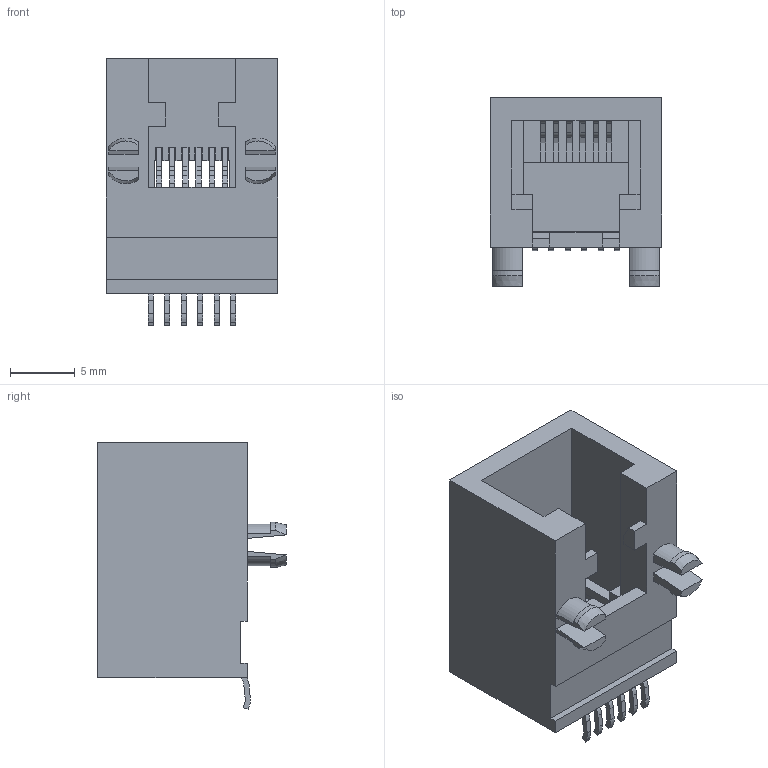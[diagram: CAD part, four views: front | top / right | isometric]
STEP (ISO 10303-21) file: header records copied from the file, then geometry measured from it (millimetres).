
FILE_DESCRIPTION(('CAx-IF Rec.Pracs.---Model Styling and Organization---1.5---2016-08-15','CAx-IF Rec.Pracs.---Geometric and Assembly Validation Properties---4.4---2016-08-17','CAx-IF Rec.Pracs.---User Defined Attributes---1.5---2016-08-15','CAx-IF Rec.Pracs.---External References---2.1---2005-01-19'),'2;1');
FILE_NAME('262372.step','2025-05-05T11:59:57',('Unspecified'),('Unspecified'),'CAD Exchanger 3.10.2 (cadexchanger.com)','Unspecified','');
FILE_SCHEMA(('AUTOMOTIVE_DESIGN { 1 0 10303 214 1 1 1 1 }'));
Length unit declared in the file: millimetre
Products named in the file (1): 955016669
Bounding box: 13.21 x 14.5 x 20.55 mm (x, y, z)
Volume: 1296.9 mm3; surface area: 2060.2 mm2
Topology: 1 solids, 1 shells, 382 faces, 1142 edges, 766 vertices
Faces by surface type: plane 292, cylinder 86, cone 4
Entity records: 12807 total; most frequent: CARTESIAN_POINT 2347, ORIENTED_EDGE 2224, DIRECTION 2076, EDGE_CURVE 1142, LINE 950, VECTOR 950, VERTEX_POINT 766, AXIS2_PLACEMENT_3D 563
